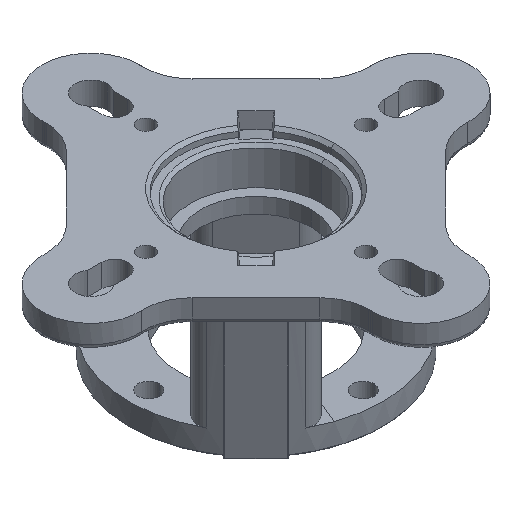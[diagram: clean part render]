
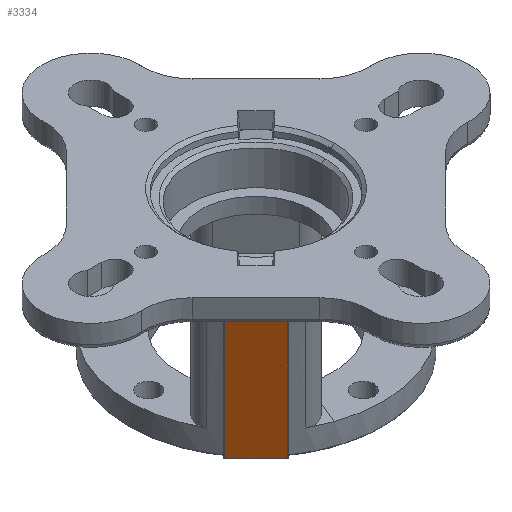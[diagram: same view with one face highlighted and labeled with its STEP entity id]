
A CAD part, isometric view. The second image highlights one B-rep face of the part: STEP entity #3334.
In plain terms, the highlighted planar face has unit normal (-0.707, -0.707, 0).
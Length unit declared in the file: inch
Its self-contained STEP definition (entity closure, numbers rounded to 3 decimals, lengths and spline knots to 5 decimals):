
#155 = CARTESIAN_POINT ( 'NONE',  ( -1.96264, -2.76997, -0.59055 ) ) ;
#793 = VERTEX_POINT ( 'NONE', #11071 ) ;
#1079 = VERTEX_POINT ( 'NONE', #9145 ) ;
#1201 = CARTESIAN_POINT ( 'NONE',  ( -1.94872, -2.78388, -0.59055 ) ) ;
#1249 = VECTOR ( 'NONE', #3557, 39.37008 ) ;
#1604 = DIRECTION ( 'NONE',  ( 0.707, -0.707, 0. ) ) ;
#2738 = AXIS2_PLACEMENT_3D ( 'NONE', #1201, #10713, #5549 ) ;
#3334 = ADVANCED_FACE ( 'NONE', ( #6047 ), #9865, .T. ) ;
#3484 = LINE ( 'NONE', #155, #8101 ) ;
#3557 = DIRECTION ( 'NONE',  ( -0.707, 0.707, 0. ) ) ;
#3575 = VERTEX_POINT ( 'NONE', #8341 ) ;
#3748 = DIRECTION ( 'NONE',  ( 0., 0., 1. ) ) ;
#4076 = ORIENTED_EDGE ( 'NONE', *, *, #8668, .T. ) ;
#4103 = EDGE_CURVE ( 'NONE', #7187, #3575, #4903, .T. ) ;
#4631 = VECTOR ( 'NONE', #1604, 39.37008 ) ;
#4903 = LINE ( 'NONE', #6739, #4631 ) ;
#5018 = EDGE_CURVE ( 'NONE', #1079, #793, #8162, .T. ) ;
#5379 = DIRECTION ( 'NONE',  ( 0., 0., -1. ) ) ;
#5549 = DIRECTION ( 'NONE',  ( 0.707, -0.707, 0. ) ) ;
#6047 = FACE_OUTER_BOUND ( 'NONE', #8740, .T. ) ;
#6160 = CARTESIAN_POINT ( 'NONE',  ( -3.87568, -0.85693, -0.60449 ) ) ;
#6739 = CARTESIAN_POINT ( 'NONE',  ( -1.94872, -2.78388, -3.64173 ) ) ;
#7088 = CARTESIAN_POINT ( 'NONE',  ( -2.76997, -1.96264, -0.59055 ) ) ;
#7187 = VERTEX_POINT ( 'NONE', #8623 ) ;
#7772 = ORIENTED_EDGE ( 'NONE', *, *, #8333, .T. ) ;
#7973 = LINE ( 'NONE', #7088, #9987 ) ;
#8101 = VECTOR ( 'NONE', #3748, 39.37008 ) ;
#8162 = LINE ( 'NONE', #6160, #1249 ) ;
#8333 = EDGE_CURVE ( 'NONE', #793, #7187, #7973, .T. ) ;
#8341 = CARTESIAN_POINT ( 'NONE',  ( -1.96264, -2.76997, -3.64173 ) ) ;
#8623 = CARTESIAN_POINT ( 'NONE',  ( -2.76997, -1.96264, -3.64173 ) ) ;
#8668 = EDGE_CURVE ( 'NONE', #3575, #1079, #3484, .T. ) ;
#8740 = EDGE_LOOP ( 'NONE', ( #7772, #9332, #4076, #10445 ) ) ;
#9145 = CARTESIAN_POINT ( 'NONE',  ( -1.96264, -2.76997, -0.60449 ) ) ;
#9332 = ORIENTED_EDGE ( 'NONE', *, *, #4103, .T. ) ;
#9865 = PLANE ( 'NONE',  #2738 ) ;
#9987 = VECTOR ( 'NONE', #5379, 39.37008 ) ;
#10445 = ORIENTED_EDGE ( 'NONE', *, *, #5018, .T. ) ;
#10713 = DIRECTION ( 'NONE',  ( -0.707, -0.707, 0. ) ) ;
#11071 = CARTESIAN_POINT ( 'NONE',  ( -2.76997, -1.96264, -0.60449 ) ) ;
